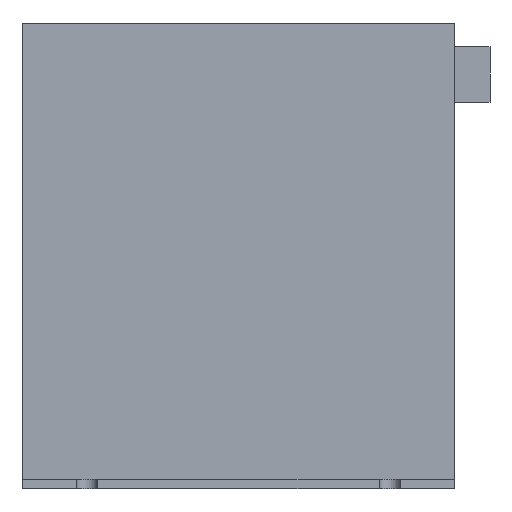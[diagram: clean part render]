
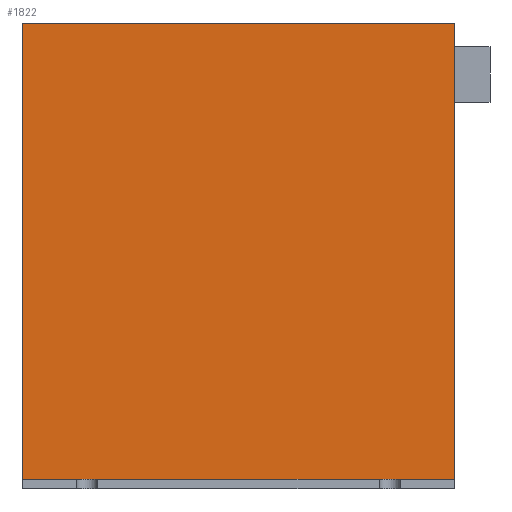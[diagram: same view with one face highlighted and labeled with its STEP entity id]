
A CAD part, left-side view. The second image highlights one B-rep face of the part: STEP entity #1822.
In plain terms, the highlighted planar face has unit normal (-1, 0, 0).
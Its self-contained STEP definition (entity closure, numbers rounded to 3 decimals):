
#1783=CARTESIAN_POINT('',(18.,-46.5,2.0));
#1784=DIRECTION('',(-1.0,0.0,0.0));
#1785=DIRECTION('',(0.0,0.0,1.0));
#1786=AXIS2_PLACEMENT_3D('',#1783,#1784,#1785);
#1787=PLANE('',#1786);
#1788=CARTESIAN_POINT('',(18.,-46.5,100.0));
#1789=VERTEX_POINT('',#1788);
#1790=CARTESIAN_POINT('',(18.,46.5,100.0));
#1791=VERTEX_POINT('',#1790);
#1792=CARTESIAN_POINT('',(18.,-46.5,100.0));
#1793=DIRECTION('',(0.0,1.0,0.0));
#1794=VECTOR('',#1793,93.);
#1795=LINE('',#1792,#1794);
#1796=EDGE_CURVE('',#1789,#1791,#1795,.T.);
#1797=ORIENTED_EDGE('',*,*,#1796,.T.);
#1798=CARTESIAN_POINT('',(18.,46.5,2.0));
#1799=VERTEX_POINT('',#1798);
#1800=CARTESIAN_POINT('',(18.,46.5,2.0));
#1801=DIRECTION('',(0.0,0.0,1.0));
#1802=VECTOR('',#1801,98.0);
#1803=LINE('',#1800,#1802);
#1804=EDGE_CURVE('',#1799,#1791,#1803,.T.);
#1805=ORIENTED_EDGE('',*,*,#1804,.F.);
#1806=CARTESIAN_POINT('',(18.,-46.5,2.0));
#1807=VERTEX_POINT('',#1806);
#1808=CARTESIAN_POINT('',(18.,-46.5,2.0));
#1809=DIRECTION('',(0.0,1.0,0.0));
#1810=VECTOR('',#1809,93.);
#1811=LINE('',#1808,#1810);
#1812=EDGE_CURVE('',#1807,#1799,#1811,.T.);
#1813=ORIENTED_EDGE('',*,*,#1812,.F.);
#1814=CARTESIAN_POINT('',(18.,-46.5,2.0));
#1815=DIRECTION('',(0.0,0.0,1.0));
#1816=VECTOR('',#1815,98.0);
#1817=LINE('',#1814,#1816);
#1818=EDGE_CURVE('',#1807,#1789,#1817,.T.);
#1819=ORIENTED_EDGE('',*,*,#1818,.T.);
#1820=EDGE_LOOP('',(#1797,#1805,#1813,#1819));
#1821=FACE_OUTER_BOUND('',#1820,.T.);
#1822=ADVANCED_FACE('',(#1821),#1787,.T.);
